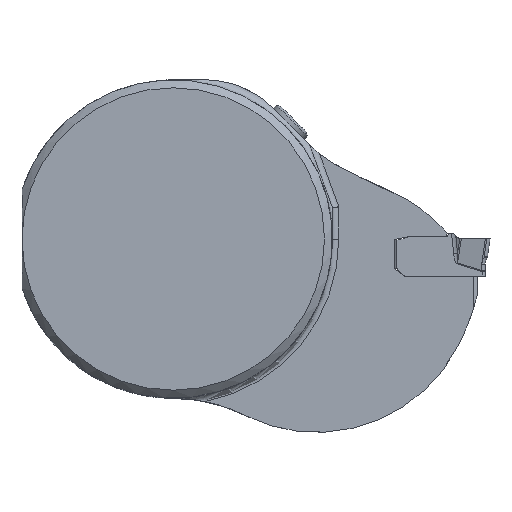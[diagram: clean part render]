
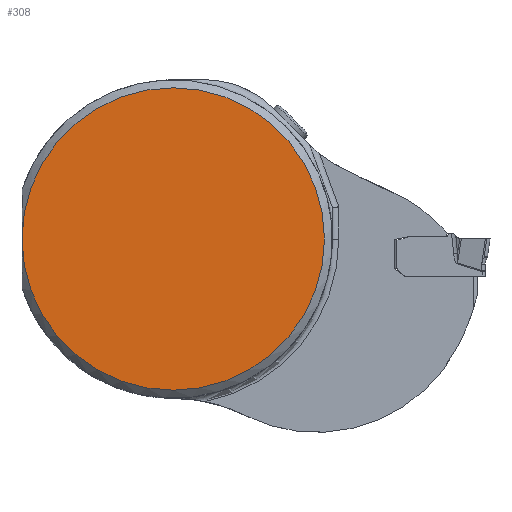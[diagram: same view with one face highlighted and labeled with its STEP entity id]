
A CAD part, top view. The second image highlights one B-rep face of the part: STEP entity #308.
In plain terms, the highlighted planar face has unit normal (0, 0, 1).
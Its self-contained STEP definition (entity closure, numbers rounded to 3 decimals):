
#184=FACE_OUTER_BOUND('',#553,.T.);
#308=ADVANCED_FACE('',(#184),#432,.F.);
#432=PLANE('',#2404);
#493=CIRCLE('',#2401,19.);
#553=EDGE_LOOP('',(#857));
#857=ORIENTED_EDGE('',*,*,#1712,.T.);
#1498=VERTEX_POINT('',#3247);
#1712=EDGE_CURVE('',#1498,#1498,#493,.T.);
#2401=AXIS2_PLACEMENT_3D('',#3248,#2639,#2640);
#2404=AXIS2_PLACEMENT_3D('',#3287,#2645,#2646);
#2639=DIRECTION('',(0.,0.,1.));
#2640=DIRECTION('',(1.,0.,0.));
#2645=DIRECTION('',(0.,0.,-1.));
#2646=DIRECTION('',(1.,0.,0.));
#3247=CARTESIAN_POINT('',(-19.,0.,0.325));
#3248=CARTESIAN_POINT('',(0.,0.,0.325));
#3287=CARTESIAN_POINT('',(0.,0.,0.325));
